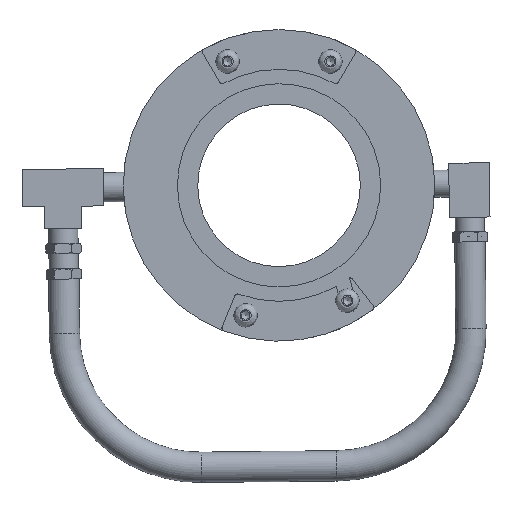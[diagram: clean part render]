
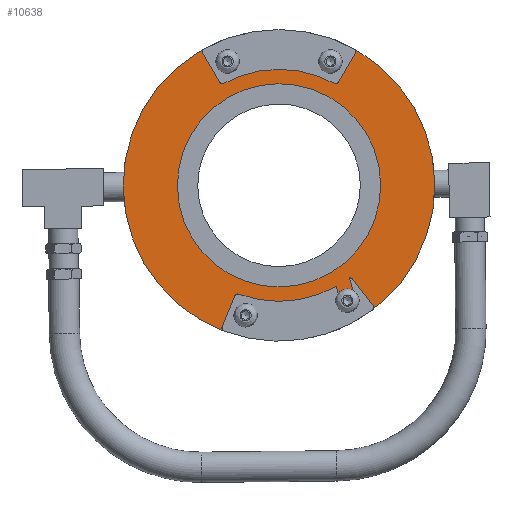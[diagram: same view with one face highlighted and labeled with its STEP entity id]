
A CAD part, front view. The second image highlights one B-rep face of the part: STEP entity #10638.
In plain terms, the highlighted planar face has unit normal (0, -1, 0).
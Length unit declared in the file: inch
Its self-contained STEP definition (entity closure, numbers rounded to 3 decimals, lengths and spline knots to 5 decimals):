
#10259=CARTESIAN_POINT('',(1.56209,-0.06364,3.64566));
#10260=VERTEX_POINT('',#10259);
#10261=CARTESIAN_POINT('',(1.0674,-0.06364,3.14036));
#10262=VERTEX_POINT('',#10261);
#10263=CARTESIAN_POINT('',(1.56737,-0.06364,3.14569));
#10264=DIRECTION('',(0.,-1.0,0.));
#10265=DIRECTION('',(1.,0.,0.011));
#10266=AXIS2_PLACEMENT_3D('',#10263,#10264,#10265);
#10267=CIRCLE('',#10266,0.5);
#10268=EDGE_CURVE('',#10260,#10262,#10267,.T.);
#10301=CARTESIAN_POINT('',(0.56206,-0.06364,3.63501));
#10302=VERTEX_POINT('',#10301);
#10303=CARTESIAN_POINT('',(0.56743,-0.06364,3.13504));
#10304=DIRECTION('',(0.,-1.,0.));
#10305=DIRECTION('',(0.011,0.,-1.));
#10306=AXIS2_PLACEMENT_3D('',#10303,#10304,#10305);
#10307=CIRCLE('',#10306,0.5);
#10308=EDGE_CURVE('',#10262,#10302,#10307,.T.);
#10334=CARTESIAN_POINT('',(0.46843,-0.06364,3.63401));
#10335=VERTEX_POINT('',#10334);
#10336=CARTESIAN_POINT('',(0.56206,-0.06364,3.63501));
#10337=DIRECTION('',(-1.,0.,-0.011));
#10338=VECTOR('',#10337,0.09363);
#10339=LINE('',#10336,#10338);
#10340=EDGE_CURVE('',#10302,#10335,#10339,.T.);
#10365=CARTESIAN_POINT('',(1.65572,-0.06364,3.64665));
#10366=VERTEX_POINT('',#10365);
#10367=CARTESIAN_POINT('',(1.65572,-0.06364,3.64665));
#10368=DIRECTION('',(-1.,0.,-0.011));
#10369=VECTOR('',#10368,0.09363);
#10370=LINE('',#10367,#10369);
#10371=EDGE_CURVE('',#10366,#10260,#10370,.T.);
#10396=CARTESIAN_POINT('',(1.11705,-0.06364,-1.48546));
#10397=VERTEX_POINT('',#10396);
#10398=CARTESIAN_POINT('',(1.62248,-0.06364,-1.98002));
#10399=VERTEX_POINT('',#10398);
#10400=CARTESIAN_POINT('',(1.61702,-0.06364,-1.48005));
#10401=DIRECTION('',(0.,-1.0,0.));
#10402=DIRECTION('',(-0.011,0.,1.));
#10403=AXIS2_PLACEMENT_3D('',#10400,#10401,#10402);
#10404=CIRCLE('',#10403,0.5);
#10405=EDGE_CURVE('',#10397,#10399,#10404,.T.);
#10438=CARTESIAN_POINT('',(1.71611,-0.06364,-1.979));
#10439=VERTEX_POINT('',#10438);
#10440=CARTESIAN_POINT('',(1.62248,-0.06364,-1.98002));
#10441=DIRECTION('',(1.,0.,0.011));
#10442=VECTOR('',#10441,0.09363);
#10443=LINE('',#10440,#10442);
#10444=EDGE_CURVE('',#10399,#10439,#10443,.T.);
#10469=CARTESIAN_POINT('',(0.52882,-0.06364,-1.99185));
#10470=VERTEX_POINT('',#10469);
#10471=CARTESIAN_POINT('',(0.62245,-0.06364,-1.99084));
#10472=VERTEX_POINT('',#10471);
#10473=CARTESIAN_POINT('',(0.52882,-0.06364,-1.99185));
#10474=DIRECTION('',(1.,0.,0.011));
#10475=VECTOR('',#10474,0.09363);
#10476=LINE('',#10473,#10475);
#10477=EDGE_CURVE('',#10470,#10472,#10476,.T.);
#10509=CARTESIAN_POINT('',(0.61708,-0.06364,-1.49087));
#10510=DIRECTION('',(0.,-1.,0.));
#10511=DIRECTION('',(-1.,0.,-0.011));
#10512=AXIS2_PLACEMENT_3D('',#10509,#10510,#10511);
#10513=CIRCLE('',#10512,0.5);
#10514=EDGE_CURVE('',#10472,#10397,#10513,.T.);
#10542=CARTESIAN_POINT('',(1.09202,-0.06364,0.82745));
#10543=DIRECTION('',(0.,-1.0,0.));
#10544=DIRECTION('',(1.,0.,0.011));
#10545=AXIS2_PLACEMENT_3D('',#10542,#10543,#10544);
#10546=CIRCLE('',#10545,2.875);
#10547=EDGE_CURVE('',#10335,#10470,#10546,.T.);
#10593=CARTESIAN_POINT('',(3.46689,-0.06364,0.85294));
#10594=DIRECTION('',(0.,-1.0,0.));
#10595=DIRECTION('',(0.011,0.,-1.));
#10596=AXIS2_PLACEMENT_3D('',#10593,#10594,#10595);
#10597=PLANE('',#10596);
#10598=ORIENTED_EDGE('',*,*,#10371,.T.);
#10599=ORIENTED_EDGE('',*,*,#10268,.T.);
#10600=ORIENTED_EDGE('',*,*,#10308,.T.);
#10601=ORIENTED_EDGE('',*,*,#10340,.T.);
#10602=ORIENTED_EDGE('',*,*,#10547,.T.);
#10603=ORIENTED_EDGE('',*,*,#10477,.T.);
#10604=ORIENTED_EDGE('',*,*,#10514,.T.);
#10605=ORIENTED_EDGE('',*,*,#10405,.T.);
#10606=ORIENTED_EDGE('',*,*,#10444,.T.);
#10607=CARTESIAN_POINT('',(1.09202,-0.06364,0.82745));
#10608=DIRECTION('',(0.,-1.0,0.));
#10609=DIRECTION('',(1.,0.,0.011));
#10610=AXIS2_PLACEMENT_3D('',#10607,#10608,#10609);
#10611=CIRCLE('',#10610,2.875);
#10612=EDGE_CURVE('',#10439,#10366,#10611,.T.);
#10613=ORIENTED_EDGE('',*,*,#10612,.T.);
#10614=EDGE_LOOP('',(#10598,#10599,#10600,#10601,#10602,#10603,#10604,#10605,#10606,#10613));
#10615=FACE_OUTER_BOUND('',#10614,.T.);
#10616=CARTESIAN_POINT('',(2.96691,-0.06364,0.84758));
#10617=VERTEX_POINT('',#10616);
#10618=CARTESIAN_POINT('',(1.09202,-0.06364,0.82745));
#10619=DIRECTION('',(0.,-1.0,0.));
#10620=DIRECTION('',(1.,0.,0.011));
#10621=AXIS2_PLACEMENT_3D('',#10618,#10619,#10620);
#10622=CIRCLE('',#10621,1.875);
#10623=EDGE_CURVE('',#10617,#10617,#10622,.T.);
#10624=ORIENTED_EDGE('',*,*,#10623,.F.);
#10625=EDGE_LOOP('',(#10624));
#10626=FACE_BOUND('',#10625,.T.);
#10627=CARTESIAN_POINT('',(1.93827,-0.06364,-1.44928));
#10628=VERTEX_POINT('',#10627);
#10629=CARTESIAN_POINT('',(2.06326,-0.06364,-1.44793));
#10630=DIRECTION('',(0.,1.,0.));
#10631=DIRECTION('',(1.,0.,0.011));
#10632=AXIS2_PLACEMENT_3D('',#10629,#10630,#10631);
#10633=CIRCLE('',#10632,0.125);
#10634=EDGE_CURVE('',#10628,#10628,#10633,.T.);
#10635=ORIENTED_EDGE('',*,*,#10634,.T.);
#10636=EDGE_LOOP('',(#10635));
#10637=FACE_BOUND('',#10636,.T.);
#10638=ADVANCED_FACE('',(#10615,#10626,#10637),#10597,.T.);
